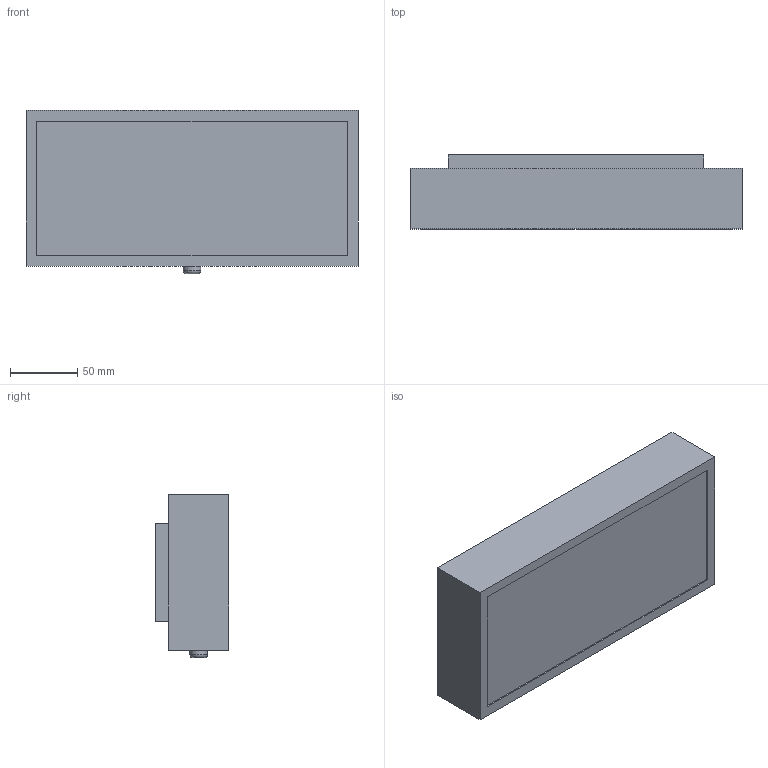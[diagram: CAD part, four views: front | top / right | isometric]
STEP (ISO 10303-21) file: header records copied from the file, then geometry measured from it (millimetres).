
FILE_DESCRIPTION(/* description */ ('Unknown'),/* implementation_level */ '2;1');
FILE_NAME(/* name */ 'SNP 7120-03 AS2',/* time_stamp */ '2023-10-27T10:28:37+02:00',/* author */ ('Unknown'),/* organization */ ('Unknown'),/* preprocessor_version */ 'ST-DEVELOPER v18.102',/* originating_system */ 'Solid Edge',/* authorisation */ 'Unknown');
FILE_SCHEMA (('AUTOMOTIVE_DESIGN {1 0 10303 214 3 1 1}'));
Length unit declared in the file: millimetre
Products named in the file (1): SNP 7120 W -03AS
Bounding box: 247 x 55 x 121.5 mm (x, y, z)
Volume: 1405637.4 mm3; surface area: 96083.8 mm2
Topology: 1 solids, 1 shells, 19 faces, 41 edges, 27 vertices
Faces by surface type: plane 17, cylinder 1, torus 1
Full cylindrical faces by diameter (mm): 13 x1
Entity records: 657 total; most frequent: CARTESIAN_POINT 86, DIRECTION 82, ORIENTED_EDGE 78, EDGE_CURVE 39, LINE 36, VECTOR 36, VERTEX_POINT 27, EDGE_LOOP 24
